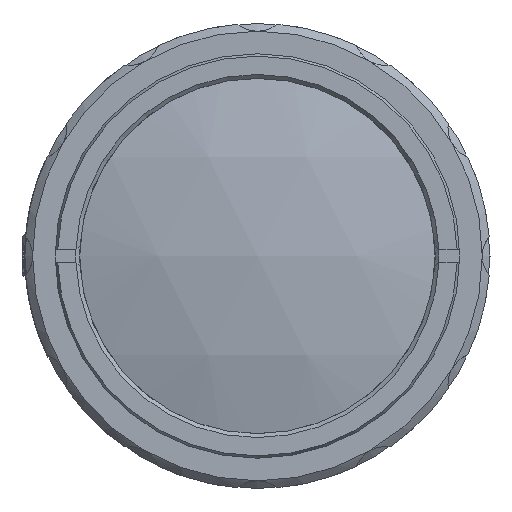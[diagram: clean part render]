
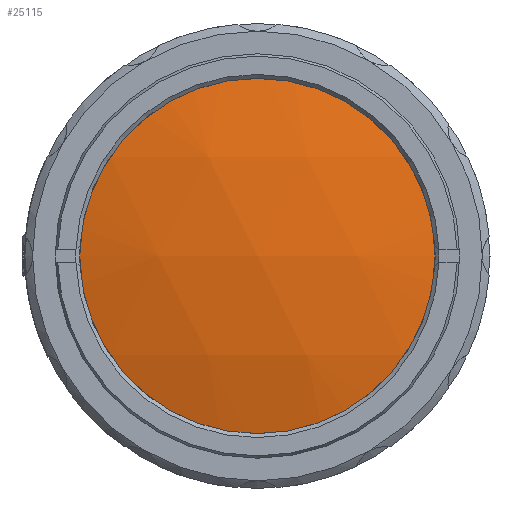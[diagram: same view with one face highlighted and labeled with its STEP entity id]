
A CAD part, left-side view. The second image highlights one B-rep face of the part: STEP entity #25115.
In plain terms, the highlighted spherical face has radius 45.7 mm.
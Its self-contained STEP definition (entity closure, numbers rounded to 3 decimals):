
#750=SPHERICAL_SURFACE('',#27100,45.7);
#3416=FACE_OUTER_BOUND('',#5020,.T.);
#5020=EDGE_LOOP('',(#17859,#17860));
#10281=CIRCLE('',#27101,12.7);
#10282=CIRCLE('',#27102,12.7);
#11056=VERTEX_POINT('',#35419);
#11057=VERTEX_POINT('',#35420);
#13715=EDGE_CURVE('',#11056,#11057,#10281,.T.);
#13716=EDGE_CURVE('',#11057,#11056,#10282,.T.);
#17859=ORIENTED_EDGE('',*,*,#13715,.T.);
#17860=ORIENTED_EDGE('',*,*,#13716,.T.);
#25115=ADVANCED_FACE('',(#3416),#750,.T.);
#27100=AXIS2_PLACEMENT_3D('',#35418,#29388,#29389);
#27101=AXIS2_PLACEMENT_3D('',#35421,#29390,#29391);
#27102=AXIS2_PLACEMENT_3D('',#35422,#29392,#29393);
#29388=DIRECTION('center_axis',(-1.,0.,0.));
#29389=DIRECTION('ref_axis',(0.,-1.,0.));
#29390=DIRECTION('center_axis',(0.,0.,1.));
#29391=DIRECTION('ref_axis',(0.814,-0.581,0.));
#29392=DIRECTION('center_axis',(0.,0.,1.));
#29393=DIRECTION('ref_axis',(0.814,-0.581,0.));
#35418=CARTESIAN_POINT('Origin',(0.,0.,7.325));
#35419=CARTESIAN_POINT('',(12.7,0.,51.225));
#35420=CARTESIAN_POINT('',(-12.7,0.,51.225));
#35421=CARTESIAN_POINT('Origin',(0.,0.,
51.225));
#35422=CARTESIAN_POINT('Origin',(0.,0.,
51.225));
